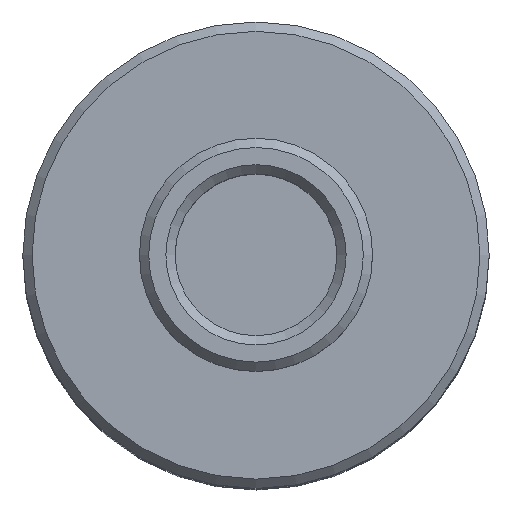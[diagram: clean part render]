
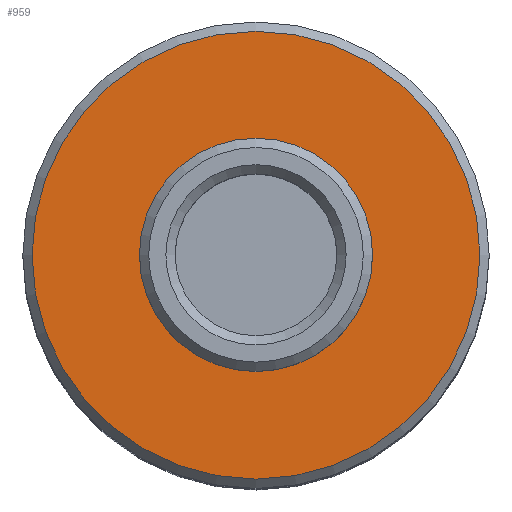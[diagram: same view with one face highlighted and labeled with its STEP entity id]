
A CAD part, top view. The second image highlights one B-rep face of the part: STEP entity #959.
In plain terms, the highlighted planar face has unit normal (0, 0, 1).
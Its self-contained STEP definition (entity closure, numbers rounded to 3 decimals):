
#109=ORIENTED_EDGE('',*,*,#224,.F.);
#110=ORIENTED_EDGE('',*,*,#223,.T.);
#223=EDGE_CURVE('',#287,#287,#344,.T.);
#224=EDGE_CURVE('',#288,#288,#345,.T.);
#287=VERTEX_POINT('',#1358);
#288=VERTEX_POINT('',#1361);
#344=CIRCLE('',#1028,3.3);
#345=CIRCLE('',#1030,7.2);
#406=EDGE_LOOP('',(#109));
#407=EDGE_LOOP('',(#110));
#498=FACE_BOUND('',#406,.T.);
#499=FACE_BOUND('',#407,.T.);
#569=PLANE('',#1029);
#959=ADVANCED_FACE('',(#498,#499),#569,.F.);
#1028=AXIS2_PLACEMENT_3D('',#1357,#1156,#1157);
#1029=AXIS2_PLACEMENT_3D('',#1359,#1158,#1159);
#1030=AXIS2_PLACEMENT_3D('',#1360,#1160,#1161);
#1156=DIRECTION('',(0.,0.,-1.));
#1157=DIRECTION('',(0.,1.,0.));
#1158=DIRECTION('',(0.,0.,-1.));
#1159=DIRECTION('',(0.,1.,0.));
#1160=DIRECTION('',(0.,0.,-1.));
#1161=DIRECTION('',(0.,1.,0.));
#1357=CARTESIAN_POINT('',(0.,0.,-7.23));
#1358=CARTESIAN_POINT('',(0.,3.3,-7.23));
#1359=CARTESIAN_POINT('',(0.,3.3,-7.23));
#1360=CARTESIAN_POINT('',(0.,0.,-7.23));
#1361=CARTESIAN_POINT('',(0.,7.2,-7.23));
